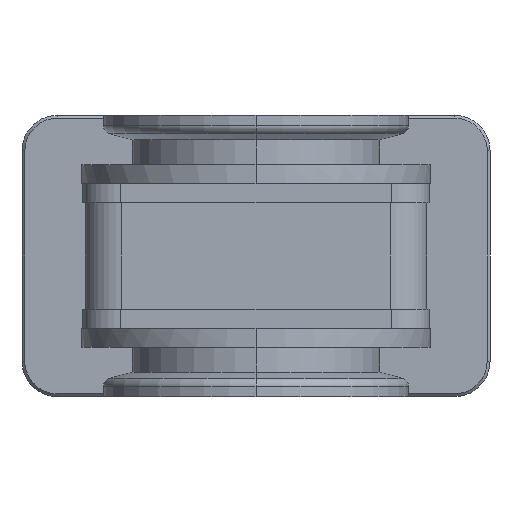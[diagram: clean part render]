
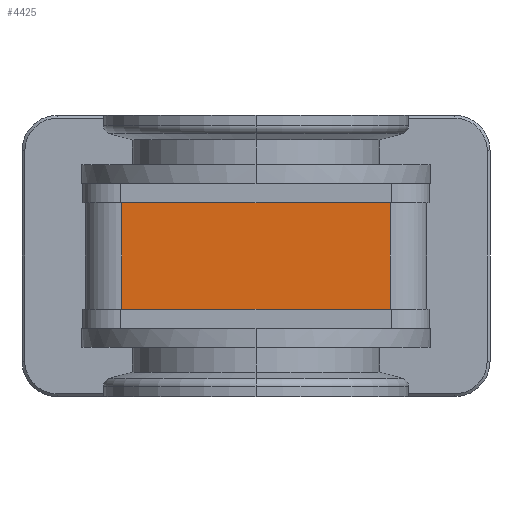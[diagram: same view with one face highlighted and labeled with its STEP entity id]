
A CAD part, front view. The second image highlights one B-rep face of the part: STEP entity #4425.
In plain terms, the highlighted planar face has unit normal (0, -1, 0).
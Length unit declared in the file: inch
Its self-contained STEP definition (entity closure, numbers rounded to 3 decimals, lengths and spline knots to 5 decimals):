
#283 = CARTESIAN_POINT ( 'NONE',  ( 0.9485, -1.3, -0.3775 ) ) ;
#339 = CARTESIAN_POINT ( 'NONE',  ( -0.9485, -1.3, 0.3775 ) ) ;
#441 = VECTOR ( 'NONE', #4807, 39.37008 ) ;
#576 = FACE_OUTER_BOUND ( 'NONE', #7778, .T. ) ;
#715 = DIRECTION ( 'NONE',  ( 1., 0., 0. ) ) ;
#837 = ORIENTED_EDGE ( 'NONE', *, *, #874, .T. ) ;
#874 = EDGE_CURVE ( 'NONE', #1044, #7178, #8355, .T. ) ;
#1044 = VERTEX_POINT ( 'NONE', #5789 ) ;
#1194 = VERTEX_POINT ( 'NONE', #339 ) ;
#1523 = DIRECTION ( 'NONE',  ( 0., 0., -1. ) ) ;
#1693 = VECTOR ( 'NONE', #715, 39.37008 ) ;
#1727 = ORIENTED_EDGE ( 'NONE', *, *, #6757, .F. ) ;
#1939 = DIRECTION ( 'NONE',  ( 0., 0., -1. ) ) ;
#1981 = CARTESIAN_POINT ( 'NONE',  ( -0.9485, -1.3, -0.3775 ) ) ;
#2720 = DIRECTION ( 'NONE',  ( 0., 0., -1. ) ) ;
#3301 = EDGE_CURVE ( 'NONE', #9000, #7178, #5473, .T. ) ;
#3416 = PLANE ( 'NONE',  #8697 ) ;
#3773 = EDGE_CURVE ( 'NONE', #1194, #1044, #5065, .T. ) ;
#4262 = LINE ( 'NONE', #7093, #1693 ) ;
#4425 = ADVANCED_FACE ( 'NONE', ( #576 ), #3416, .T. ) ;
#4646 = VECTOR ( 'NONE', #1939, 39.37008 ) ;
#4807 = DIRECTION ( 'NONE',  ( 1., 0., 0. ) ) ;
#4821 = CARTESIAN_POINT ( 'NONE',  ( 0.9485, -1.3, 0.3775 ) ) ;
#5065 = LINE ( 'NONE', #7904, #6765 ) ;
#5473 = LINE ( 'NONE', #8313, #4646 ) ;
#5789 = CARTESIAN_POINT ( 'NONE',  ( -0.9485, -1.3, -0.3775 ) ) ;
#6249 = CARTESIAN_POINT ( 'NONE',  ( -1.2085, -1.3, -0.5125 ) ) ;
#6757 = EDGE_CURVE ( 'NONE', #1194, #9000, #4262, .T. ) ;
#6765 = VECTOR ( 'NONE', #1523, 39.37008 ) ;
#6915 = ORIENTED_EDGE ( 'NONE', *, *, #3773, .T. ) ;
#7093 = CARTESIAN_POINT ( 'NONE',  ( -0.9485, -1.3, 0.3775 ) ) ;
#7178 = VERTEX_POINT ( 'NONE', #283 ) ;
#7778 = EDGE_LOOP ( 'NONE', ( #8475, #1727, #6915, #837 ) ) ;
#7904 = CARTESIAN_POINT ( 'NONE',  ( -0.9485, -1.3, 0.3775 ) ) ;
#8313 = CARTESIAN_POINT ( 'NONE',  ( 0.9485, -1.3, 0.3775 ) ) ;
#8355 = LINE ( 'NONE', #1981, #441 ) ;
#8475 = ORIENTED_EDGE ( 'NONE', *, *, #3301, .F. ) ;
#8697 = AXIS2_PLACEMENT_3D ( 'NONE', #6249, #9097, #2720 ) ;
#9000 = VERTEX_POINT ( 'NONE', #4821 ) ;
#9097 = DIRECTION ( 'NONE',  ( 0., -1., 0. ) ) ;
